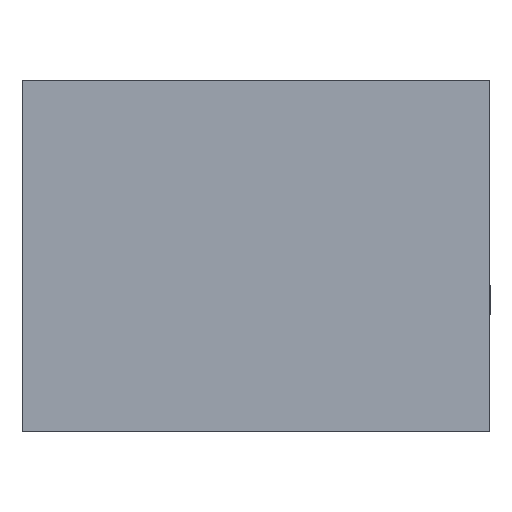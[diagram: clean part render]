
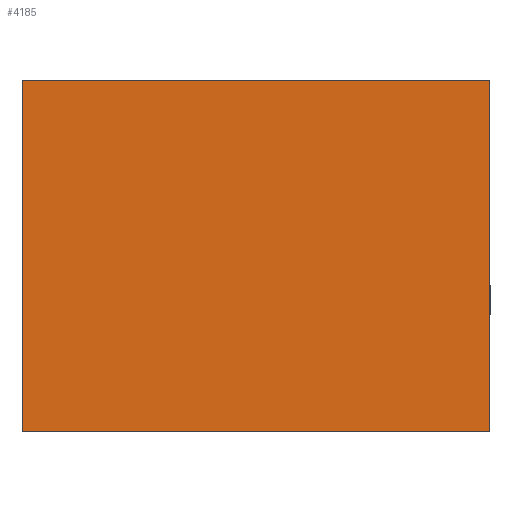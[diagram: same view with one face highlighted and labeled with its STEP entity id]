
A CAD part, left-side view. The second image highlights one B-rep face of the part: STEP entity #4185.
In plain terms, the highlighted planar face has unit normal (-1, 0, 0).
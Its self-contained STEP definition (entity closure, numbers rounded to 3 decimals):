
#926=ORIENTED_EDGE('',*,*,#1848,.F.);
#927=ORIENTED_EDGE('',*,*,#1858,.F.);
#928=ORIENTED_EDGE('',*,*,#1855,.F.);
#929=ORIENTED_EDGE('',*,*,#1850,.F.);
#1848=EDGE_CURVE('',#2372,#2373,#2800,.T.);
#1850=EDGE_CURVE('',#2373,#2374,#2802,.T.);
#1855=EDGE_CURVE('',#2374,#2376,#2807,.T.);
#1858=EDGE_CURVE('',#2376,#2372,#2810,.T.);
#2372=VERTEX_POINT('',#7409);
#2373=VERTEX_POINT('',#7411);
#2374=VERTEX_POINT('',#7415);
#2376=VERTEX_POINT('',#7423);
#2800=LINE('',#7410,#3248);
#2802=LINE('',#7414,#3250);
#2807=LINE('',#7422,#3255);
#2810=LINE('',#7428,#3258);
#3248=VECTOR('',#6143,1000.);
#3250=VECTOR('',#6147,1000.);
#3255=VECTOR('',#6154,1000.);
#3258=VECTOR('',#6159,1000.);
#3593=EDGE_LOOP('',(#926,#927,#928,#929));
#3827=FACE_BOUND('',#3593,.T.);
#4007=PLANE('',#5338);
#4185=ADVANCED_FACE('',(#3827),#4007,.F.);
#5338=AXIS2_PLACEMENT_3D('',#7431,#6163,#6164);
#6143=DIRECTION('',(0.,-1.,0.));
#6147=DIRECTION('',(0.,0.,-1.));
#6154=DIRECTION('',(0.,1.,0.));
#6159=DIRECTION('',(0.,0.,1.));
#6163=DIRECTION('',(1.,0.,0.));
#6164=DIRECTION('',(0.,1.,0.));
#7409=CARTESIAN_POINT('',(0.,0.8,0.6));
#7410=CARTESIAN_POINT('',(0.,0.8,0.6));
#7411=CARTESIAN_POINT('',(0.,-0.8,0.6));
#7414=CARTESIAN_POINT('',(0.,-0.8,0.6));
#7415=CARTESIAN_POINT('',(0.,-0.8,-0.6));
#7422=CARTESIAN_POINT('',(0.,-0.8,-0.6));
#7423=CARTESIAN_POINT('',(0.,0.8,-0.6));
#7428=CARTESIAN_POINT('',(0.,0.8,-0.6));
#7431=CARTESIAN_POINT('',(0.,0.,0.));
